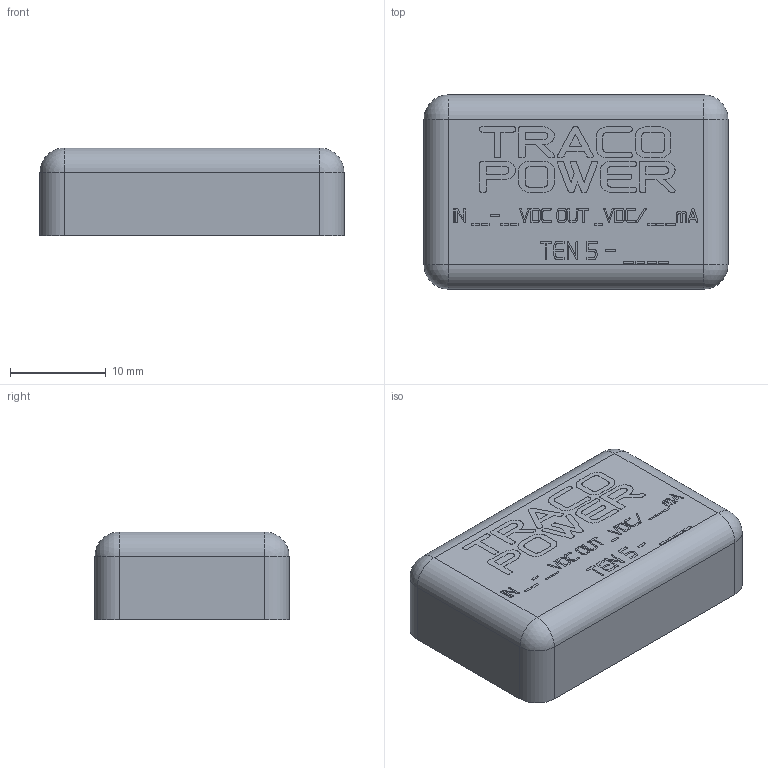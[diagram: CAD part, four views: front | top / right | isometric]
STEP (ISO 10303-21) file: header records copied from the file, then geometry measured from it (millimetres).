
FILE_DESCRIPTION (( 'STEP AP214' ), '1' );
FILE_NAME ('Traco_power_TEN5.STEP', '2021-03-24T16:51:59', ( '' ), ( '' ), 'SwSTEP 2.0', 'SolidWorks 2020', '' );
FILE_SCHEMA (( 'AUTOMOTIVE_DESIGN' ));
Length unit declared in the file: millimetre
Products named in the file (1): Traco_power_TEN5
Bounding box: 31.8 x 20.3 x 9.2 mm (x, y, z)
Volume: 5754.7 mm3; surface area: 2087.2 mm2
Topology: 1 solids, 1 shells, 665 faces, 1825 edges, 1210 vertices
Faces by surface type: plane 364, bspline 289, cylinder 8, sphere 4
Entity records: 38810 total; most frequent: CARTESIAN_POINT 16570, ORIENTED_EDGE 3642, DIRECTION 2011, EDGE_CURVE 1821, LINE 1225, VECTOR 1225, VERTEX_POINT 1210, EDGE_LOOP 717
